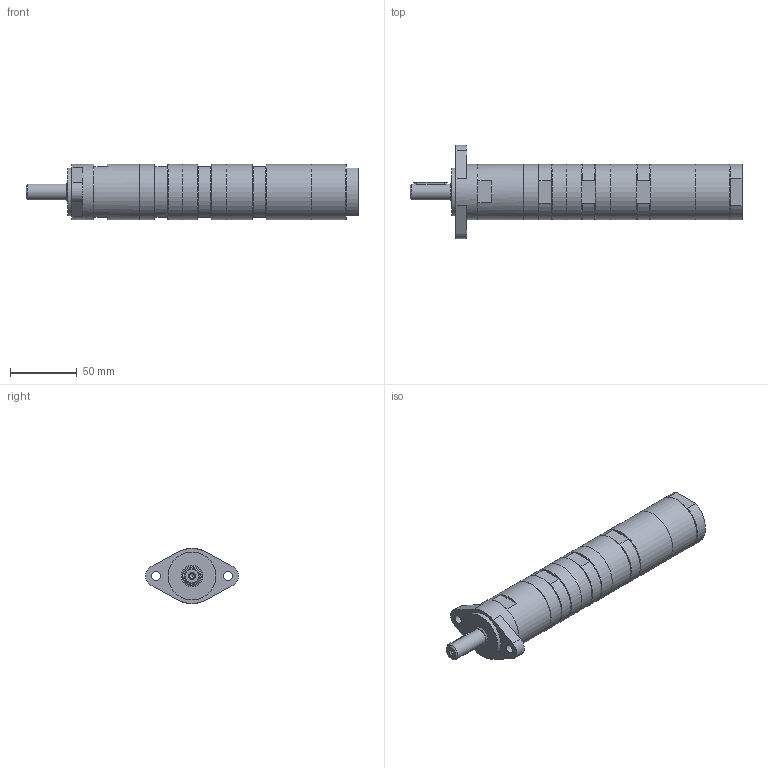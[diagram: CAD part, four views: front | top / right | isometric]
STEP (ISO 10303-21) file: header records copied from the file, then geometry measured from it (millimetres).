
FILE_DESCRIPTION(/* description */ (''),/* implementation_level */ '2;1');
FILE_NAME(/* name */ 'MUD 23-85 F54_60028667.stp',/* time_stamp */ '2018-10-11T09:48:14+02:00',/* author */ ('flambert'),/* organization */ (''),/* preprocessor_version */ 'ST-DEVELOPER v17',/* originating_system */ 'Autodesk Inventor 2018',/* authorisation */ '');
FILE_SCHEMA (('AUTOMOTIVE_DESIGN { 1 0 10303 214 3 1 1 }'));
Length unit declared in the file: millimetre
Products named in the file (1): MUD 23-85 F54_60028667
Bounding box: 249.2 x 69.94 x 41.5 mm (x, y, z)
Volume: 295293.1 mm3; surface area: 36360.9 mm2
Topology: 1 solids, 1 shells, 174 faces, 451 edges, 295 vertices
Faces by surface type: plane 107, cylinder 32, cone 28, bspline 7
Full cylindrical faces by diameter (mm): 3.242 x1, 6.5 x2, 11.445 x3, 12 x1, 14.95 x1, 16 x1, 36 x2, 41.5 x9
Entity records: 5656 total; most frequent: CARTESIAN_POINT 1123, ORIENTED_EDGE 900, DIRECTION 880, EDGE_CURVE 450, AXIS2_PLACEMENT_3D 308, VERTEX_POINT 295, LINE 264, VECTOR 264
